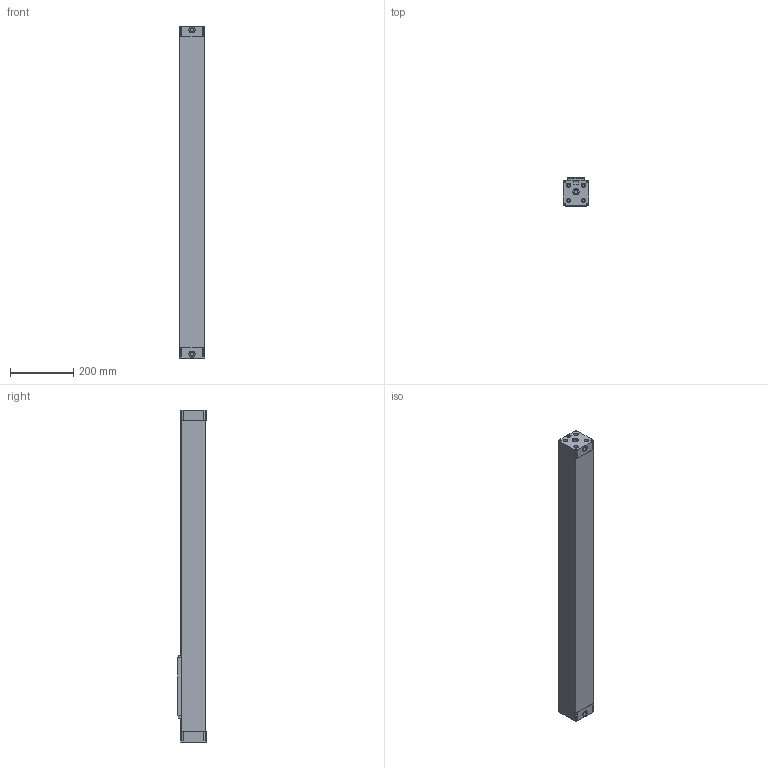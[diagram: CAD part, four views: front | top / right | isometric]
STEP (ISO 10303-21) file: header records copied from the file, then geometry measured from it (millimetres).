
FILE_DESCRIPTION( ( 'STEP AP203' ), '1' );
FILE_NAME( 'MCRPLF-90-50-0700(0).stp', '2020-06-04T11:22:10', ( 'License CC BY-ND 4.0' ), ( 'CADENAS' ), ' ', 'PARTsolutions', ' ' );
FILE_SCHEMA( ( 'CONFIG_CONTROL_DESIGN' ) );
Length unit declared in the file: millimetre
Products named in the file (3): MCRPLF-90-50-0700(0); _BodyMCRPLF-90-50-700; _RodMCRPLF-90:Standard type-50
Assembly tree (2 placements, depth 2):
  MCRPLF-90-50-0700(0)
    _BodyMCRPLF-90-50-700
    _RodMCRPLF-90:Standard type-50
Bounding box: 80 x 89 x 1050 mm (x, y, z)
Volume: 6267290 mm3; surface area: 392342 mm2
Topology: 2 solids, 2 shells, 236 faces, 516 edges, 330 vertices
Faces by surface type: plane 154, cylinder 54, cone 28
Full cylindrical faces by diameter (mm): 4.917 x14, 8 x2, 8.376 x8, 10 x2, 14 x8, 19.5 x2, 20 x4
Entity records: 6190 total; most frequent: DIRECTION 1084, CARTESIAN_POINT 1017, ORIENTED_EDGE 896, EDGE_CURVE 448, AXIS2_PLACEMENT_3D 397, EDGE_LOOP 350, VERTEX_POINT 330, LINE 290
